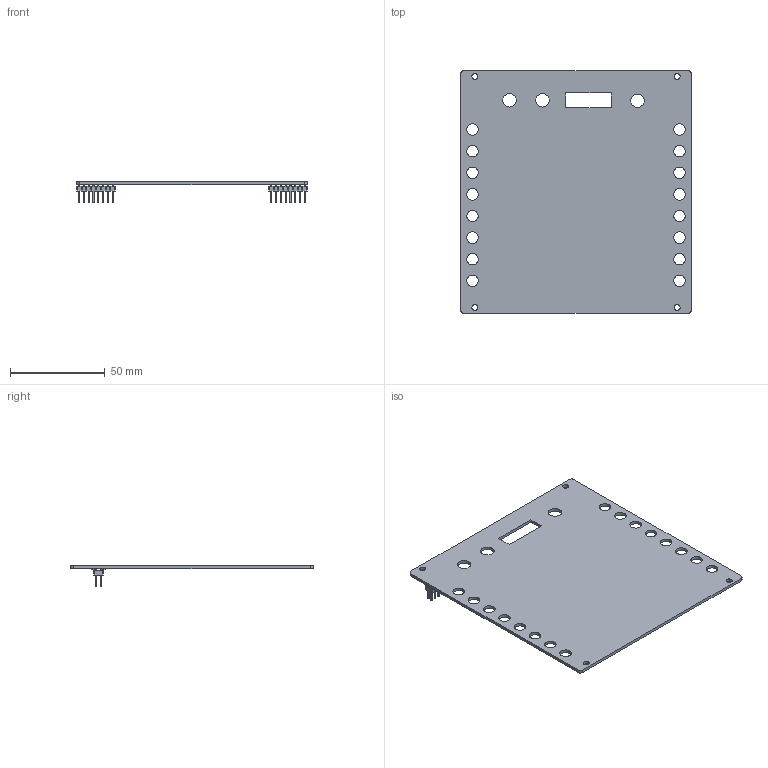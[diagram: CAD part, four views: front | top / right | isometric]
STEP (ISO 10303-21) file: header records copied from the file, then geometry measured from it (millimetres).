
FILE_DESCRIPTION(('KiCad electronic assembly'),'2;1');
FILE_NAME('plinkyblackfront_bad_pad_hand_removed.step', '2020-10-11T23:08:07',('An Author'),('A Company'), 'Open CASCADE STEP processor 6.9','KiCad to STEP converter','Unknown' );
FILE_SCHEMA(('AUTOMOTIVE_DESIGN { 1 0 10303 214 1 1 1 1 }'));
Length unit declared in the file: millimetre
Products named in the file (4): Open CASCADE STEP translator 6.9 1; PinHeader_2x08_P2.54mm_Vertical_SMD; SOLID; COMPOUND
Assembly tree (4 placements, depth 3):
  Open CASCADE STEP translator 6.9 1
    PinHeader_2x08_P2.54mm_Vertical_SMD  x2
      SOLID
    COMPOUND
Bounding box: 121.92 x 128.27 x 10.95 mm (x, y, z)
Volume: 24355 mm3; surface area: 32596.2 mm2
Topology: 3 solids, 3 shells, 813 faces, 1973 edges, 1230 vertices
Faces by surface type: plane 754, cylinder 59
Full cylindrical faces by diameter (mm): 3.2 x4, 6.1 x16, 7.153 x3
Entity records: 28546 total; most frequent: CARTESIAN_POINT 4197, DIRECTION 4063, LINE 2945, VECTOR 2945, ORIENTED_EDGE 2078, PCURVE 2078, DEFINITIONAL_REPRESENTATION 2078, EDGE_CURVE 1039
